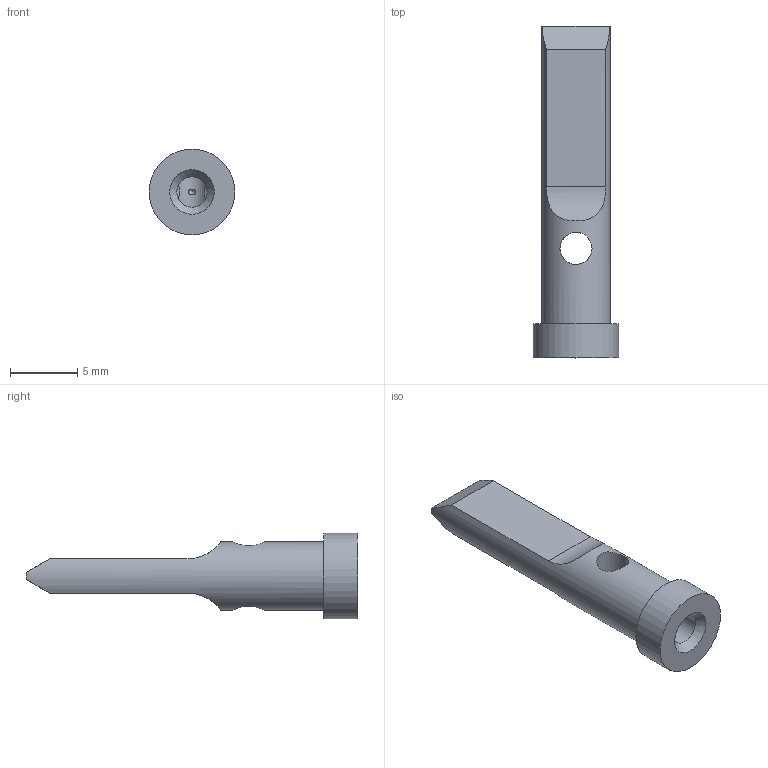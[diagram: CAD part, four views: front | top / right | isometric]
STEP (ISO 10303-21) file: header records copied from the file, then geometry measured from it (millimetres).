
FILE_DESCRIPTION (( 'STEP AP214' ), '1' );
FILE_NAME ('D1100573-v6.STEP', '2020-12-02T16:53:06', ( '' ), ( '' ), 'SwSTEP 2.0', 'SolidWorks 2020', '' );
FILE_SCHEMA (( 'AUTOMOTIVE_DESIGN' ));
Length unit declared in the file: inch
Products named in the file (1): D1100573-v6
Bounding box: 6.35 x 24.64 x 6.35 mm (x, y, z)
Volume: 360.8 mm3; surface area: 494.4 mm2
Topology: 1 solids, 1 shells, 19 faces, 44 edges, 29 vertices
Faces by surface type: cylinder 8, plane 7, cone 4
Full cylindrical faces by diameter (mm): 2.261 x1, 2.381 x1, 5.08 x1, 6.35 x1
Entity records: 749 total; most frequent: CARTESIAN_POINT 330, DIRECTION 68, ORIENTED_EDGE 66, EDGE_CURVE 33, EDGE_LOOP 32, AXIS2_PLACEMENT_3D 29, VERTEX_POINT 25, FACE_OUTER_BOUND 23
